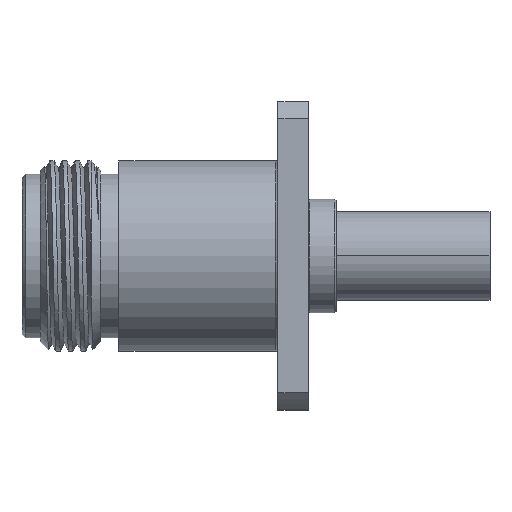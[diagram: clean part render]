
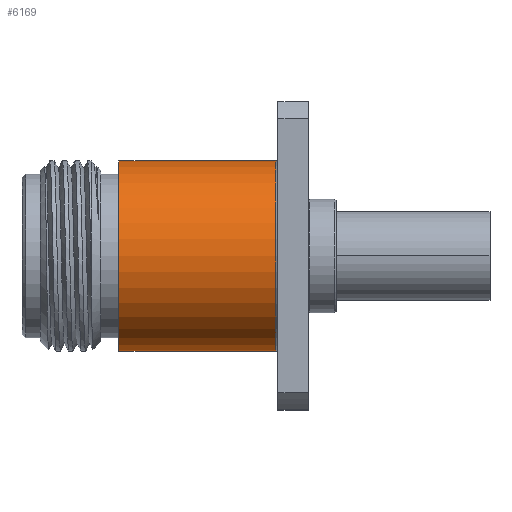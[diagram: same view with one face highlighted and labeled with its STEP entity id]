
A CAD part, top view. The second image highlights one B-rep face of the part: STEP entity #6169.
In plain terms, the highlighted cylindrical face has radius 7.85 mm (diameter 15.7 mm), a partial arc.
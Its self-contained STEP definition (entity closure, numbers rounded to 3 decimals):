
#468 = CARTESIAN_POINT ( 'NONE',  ( -2.7, 0., 0. ) ) ;
#612 = ORIENTED_EDGE ( 'NONE', *, *, #921, .T. ) ;
#678 = CIRCLE ( 'NONE', #1531, 7.85 ) ;
#751 = DIRECTION ( 'NONE',  ( 1., 0., 0. ) ) ;
#921 = EDGE_CURVE ( 'NONE', #2617, #1936, #1121, .T. ) ;
#1121 = CIRCLE ( 'NONE', #2299, 7.85 ) ;
#1208 = CARTESIAN_POINT ( 'NONE',  ( -2.7, 7.85, 0. ) ) ;
#1215 = ORIENTED_EDGE ( 'NONE', *, *, #1218, .T. ) ;
#1218 = EDGE_CURVE ( 'NONE', #2523, #2749, #678, .T. ) ;
#1531 = AXIS2_PLACEMENT_3D ( 'NONE', #468, #5697, #6098 ) ;
#1936 = VERTEX_POINT ( 'NONE', #3397 ) ;
#2249 = AXIS2_PLACEMENT_3D ( 'NONE', #3774, #6238, #4313 ) ;
#2299 = AXIS2_PLACEMENT_3D ( 'NONE', #2320, #751, #2763 ) ;
#2320 = CARTESIAN_POINT ( 'NONE',  ( -15.62, 0., 0. ) ) ;
#2523 = VERTEX_POINT ( 'NONE', #3416 ) ;
#2617 = VERTEX_POINT ( 'NONE', #4190 ) ;
#2670 = LINE ( 'NONE', #3639, #5124 ) ;
#2749 = VERTEX_POINT ( 'NONE', #1208 ) ;
#2762 = CYLINDRICAL_SURFACE ( 'NONE', #2249, 7.85 ) ;
#2763 = DIRECTION ( 'NONE',  ( 0., 1., 0. ) ) ;
#3110 = DIRECTION ( 'NONE',  ( 1., 0., 0. ) ) ;
#3397 = CARTESIAN_POINT ( 'NONE',  ( -15.62, -7.85, 0. ) ) ;
#3416 = CARTESIAN_POINT ( 'NONE',  ( -2.7, -7.85, 0. ) ) ;
#3603 = CARTESIAN_POINT ( 'NONE',  ( 0., 7.85, 0. ) ) ;
#3639 = CARTESIAN_POINT ( 'NONE',  ( 0., -7.85, 0. ) ) ;
#3774 = CARTESIAN_POINT ( 'NONE',  ( 0., 0., 0. ) ) ;
#3814 = EDGE_CURVE ( 'NONE', #1936, #2523, #2670, .T. ) ;
#4190 = CARTESIAN_POINT ( 'NONE',  ( -15.62, 7.85, 0. ) ) ;
#4206 = FACE_OUTER_BOUND ( 'NONE', #4589, .T. ) ;
#4313 = DIRECTION ( 'NONE',  ( 0., 1., 0. ) ) ;
#4589 = EDGE_LOOP ( 'NONE', ( #612, #5245, #1215, #6062 ) ) ;
#5117 = DIRECTION ( 'NONE',  ( 1., 0., 0. ) ) ;
#5120 = EDGE_CURVE ( 'NONE', #2617, #2749, #6141, .T. ) ;
#5124 = VECTOR ( 'NONE', #3110, 1000. ) ;
#5245 = ORIENTED_EDGE ( 'NONE', *, *, #3814, .T. ) ;
#5697 = DIRECTION ( 'NONE',  ( -1., 0., 0. ) ) ;
#6062 = ORIENTED_EDGE ( 'NONE', *, *, #5120, .F. ) ;
#6098 = DIRECTION ( 'NONE',  ( 0., -1., 0. ) ) ;
#6141 = LINE ( 'NONE', #3603, #6404 ) ;
#6169 = ADVANCED_FACE ( 'NONE', ( #4206 ), #2762, .T. ) ;
#6238 = DIRECTION ( 'NONE',  ( 1., 0., 0. ) ) ;
#6404 = VECTOR ( 'NONE', #5117, 1000. ) ;
